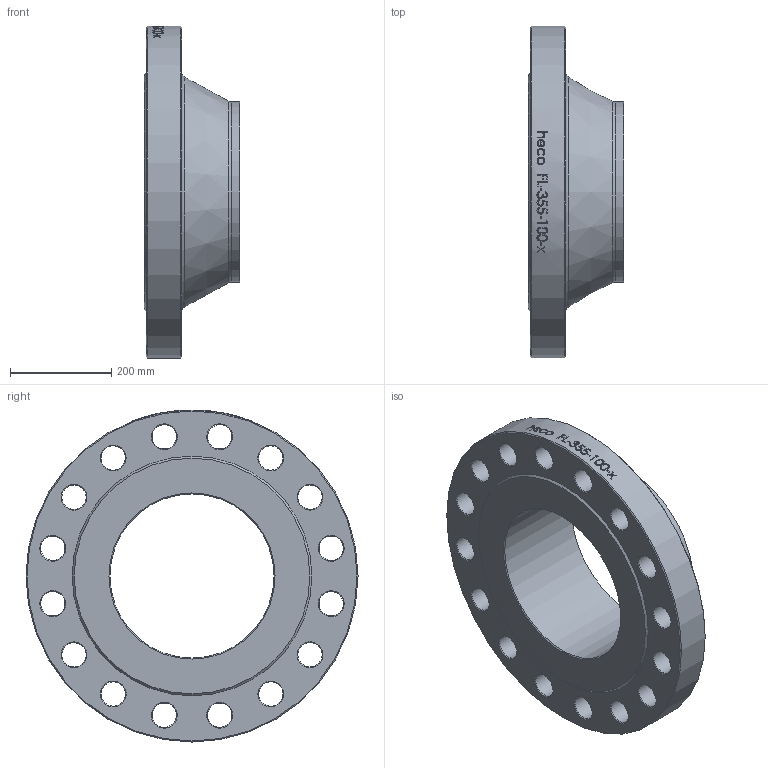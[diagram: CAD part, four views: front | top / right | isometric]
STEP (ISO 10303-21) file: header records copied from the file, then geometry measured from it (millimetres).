
FILE_DESCRIPTION (( 'STEP AP214' ), '1' );
FILE_NAME ('FL-355-100-x Vorschweissflansch EN1092 2103.STEP', '2021-03-02T09:27:46', ( '' ), ( '' ), 'SwSTEP 2.0', 'SolidWorks 2019', '' );
FILE_SCHEMA (( 'AUTOMOTIVE_DESIGN' ));
Length unit declared in the file: millimetre
Products named in the file (1): FL-355-100-x Vorschweissflansch EN1092 2103
Bounding box: 189 x 655 x 655 mm (x, y, z)
Volume: 21170603.6 mm3; surface area: 1041138.4 mm2
Topology: 1 solids, 1 shells, 82 faces, 314 edges, 255 vertices
Faces by surface type: cylinder 39, cone 37, plane 4, torus 2
Full cylindrical faces by diameter (mm): 48 x16, 323.6 x1, 355.6 x1, 655 x1
Entity records: 8239 total; most frequent: CARTESIAN_POINT 5661, ORIENTED_EDGE 470, DIRECTION 414, VERTEX_POINT 235, EDGE_CURVE 235, EDGE_LOOP 196, AXIS2_PLACEMENT_3D 195, CIRCLE 112
